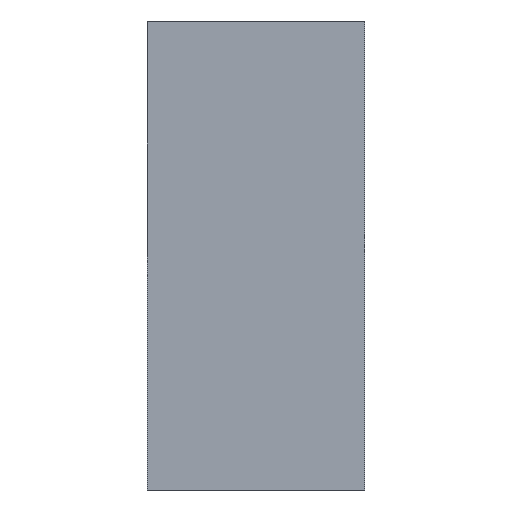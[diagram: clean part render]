
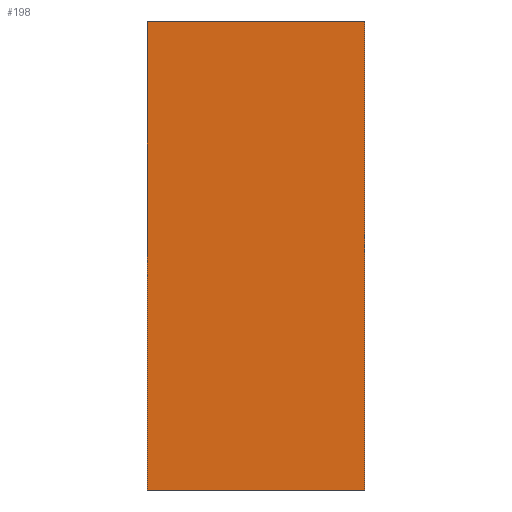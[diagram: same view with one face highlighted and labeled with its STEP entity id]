
A CAD part, left-side view. The second image highlights one B-rep face of the part: STEP entity #198.
In plain terms, the highlighted planar face has unit normal (-1, 0, 0).
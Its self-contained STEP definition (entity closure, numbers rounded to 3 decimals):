
#21=PLANE('',#230);
#31=FACE_OUTER_BOUND('',#43,.T.);
#43=EDGE_LOOP('',(#162,#163,#164,#165));
#59=LINE('',#328,#77);
#60=LINE('',#331,#78);
#61=LINE('',#333,#79);
#62=LINE('',#334,#80);
#77=VECTOR('',#272,10.);
#78=VECTOR('',#275,10.);
#79=VECTOR('',#276,10.);
#80=VECTOR('',#277,10.);
#106=VERTEX_POINT('',#324);
#107=VERTEX_POINT('',#326);
#108=VERTEX_POINT('',#330);
#109=VERTEX_POINT('',#332);
#129=EDGE_CURVE('',#106,#107,#59,.T.);
#130=EDGE_CURVE('',#106,#108,#60,.T.);
#131=EDGE_CURVE('',#109,#107,#61,.T.);
#132=EDGE_CURVE('',#108,#109,#62,.T.);
#162=ORIENTED_EDGE('',*,*,#130,.F.);
#163=ORIENTED_EDGE('',*,*,#129,.T.);
#164=ORIENTED_EDGE('',*,*,#131,.F.);
#165=ORIENTED_EDGE('',*,*,#132,.F.);
#198=ADVANCED_FACE('',(#31),#21,.T.);
#230=AXIS2_PLACEMENT_3D('',#329,#273,#274);
#272=DIRECTION('',(0.,1.,0.));
#273=DIRECTION('center_axis',(-1.,0.,0.));
#274=DIRECTION('ref_axis',(0.,0.,1.));
#275=DIRECTION('',(0.,0.,-1.));
#276=DIRECTION('',(0.,0.,1.));
#277=DIRECTION('',(0.,1.,0.));
#324=CARTESIAN_POINT('',(-13.51,0.,-0.24));
#326=CARTESIAN_POINT('',(-13.51,5.,-0.24));
#328=CARTESIAN_POINT('',(-13.51,0.,-0.24));
#329=CARTESIAN_POINT('Origin',(-13.51,0.,-11.));
#330=CARTESIAN_POINT('',(-13.51,0.,-11.));
#331=CARTESIAN_POINT('',(-13.51,0.,-0.24));
#332=CARTESIAN_POINT('',(-13.51,5.,-11.));
#333=CARTESIAN_POINT('',(-13.51,5.,-0.24));
#334=CARTESIAN_POINT('',(-13.51,0.,-11.));
